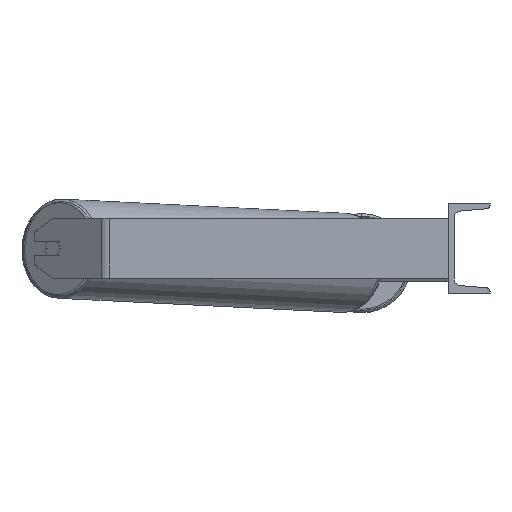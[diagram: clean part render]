
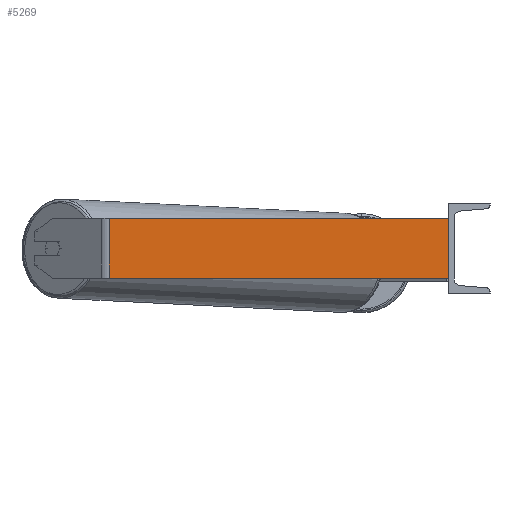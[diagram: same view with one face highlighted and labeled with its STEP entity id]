
A CAD part, left-side view. The second image highlights one B-rep face of the part: STEP entity #5269.
In plain terms, the highlighted planar face has unit normal (-1, 0, 0).
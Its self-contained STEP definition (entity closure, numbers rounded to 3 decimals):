
#313 = EDGE_CURVE ( 'NONE', #511, #496, #6651, .T. ) ;
#496 = VERTEX_POINT ( 'NONE', #5419 ) ;
#511 = VERTEX_POINT ( 'NONE', #6107 ) ;
#627 = ORIENTED_EDGE ( 'NONE', *, *, #1429, .T. ) ;
#634 = EDGE_CURVE ( 'NONE', #496, #1452, #6351, .T. ) ;
#736 = VECTOR ( 'NONE', #4301, 1000. ) ;
#998 = CARTESIAN_POINT ( 'NONE',  ( -885., 0., -40. ) ) ;
#1215 = CARTESIAN_POINT ( 'NONE',  ( -885., 461.19, 40. ) ) ;
#1429 = EDGE_CURVE ( 'NONE', #5863, #1452, #2917, .T. ) ;
#1446 = CARTESIAN_POINT ( 'NONE',  ( -885., 461.19, 40. ) ) ;
#1452 = VERTEX_POINT ( 'NONE', #998 ) ;
#1461 = CARTESIAN_POINT ( 'NONE',  ( -885., 0., 40. ) ) ;
#1800 = VECTOR ( 'NONE', #8472, 1000. ) ;
#2853 = ORIENTED_EDGE ( 'NONE', *, *, #313, .F. ) ;
#2912 = FACE_OUTER_BOUND ( 'NONE', #2943, .T. ) ;
#2917 = LINE ( 'NONE', #6185, #1800 ) ;
#2943 = EDGE_LOOP ( 'NONE', ( #627, #4045, #2853, #8039 ) ) ;
#3182 = VECTOR ( 'NONE', #4024, 1000. ) ;
#4024 = DIRECTION ( 'NONE',  ( 0., 0., -1. ) ) ;
#4045 = ORIENTED_EDGE ( 'NONE', *, *, #634, .F. ) ;
#4241 = DIRECTION ( 'NONE',  ( 1., 0., 0. ) ) ;
#4301 = DIRECTION ( 'NONE',  ( 0., 0., -1. ) ) ;
#4958 = CARTESIAN_POINT ( 'NONE',  ( -885., 455.366, -40. ) ) ;
#5172 = AXIS2_PLACEMENT_3D ( 'NONE', #1446, #4241, #5695 ) ;
#5243 = DIRECTION ( 'NONE',  ( 0., -1., 0. ) ) ;
#5269 = ADVANCED_FACE ( 'NONE', ( #2912 ), #7709, .F. ) ;
#5419 = CARTESIAN_POINT ( 'NONE',  ( -885., 0., 40. ) ) ;
#5695 = DIRECTION ( 'NONE',  ( 0., 1., 0. ) ) ;
#5816 = VECTOR ( 'NONE', #5243, 1000. ) ;
#5863 = VERTEX_POINT ( 'NONE', #4958 ) ;
#6107 = CARTESIAN_POINT ( 'NONE',  ( -885., 455.366, 40. ) ) ;
#6185 = CARTESIAN_POINT ( 'NONE',  ( -885., 461.19, -40. ) ) ;
#6351 = LINE ( 'NONE', #1461, #736 ) ;
#6651 = LINE ( 'NONE', #1215, #5816 ) ;
#7494 = CARTESIAN_POINT ( 'NONE',  ( -885., 455.366, 40. ) ) ;
#7504 = EDGE_CURVE ( 'NONE', #511, #5863, #7528, .T. ) ;
#7528 = LINE ( 'NONE', #7494, #3182 ) ;
#7709 = PLANE ( 'NONE',  #5172 ) ;
#8039 = ORIENTED_EDGE ( 'NONE', *, *, #7504, .T. ) ;
#8472 = DIRECTION ( 'NONE',  ( 0., -1., 0. ) ) ;
